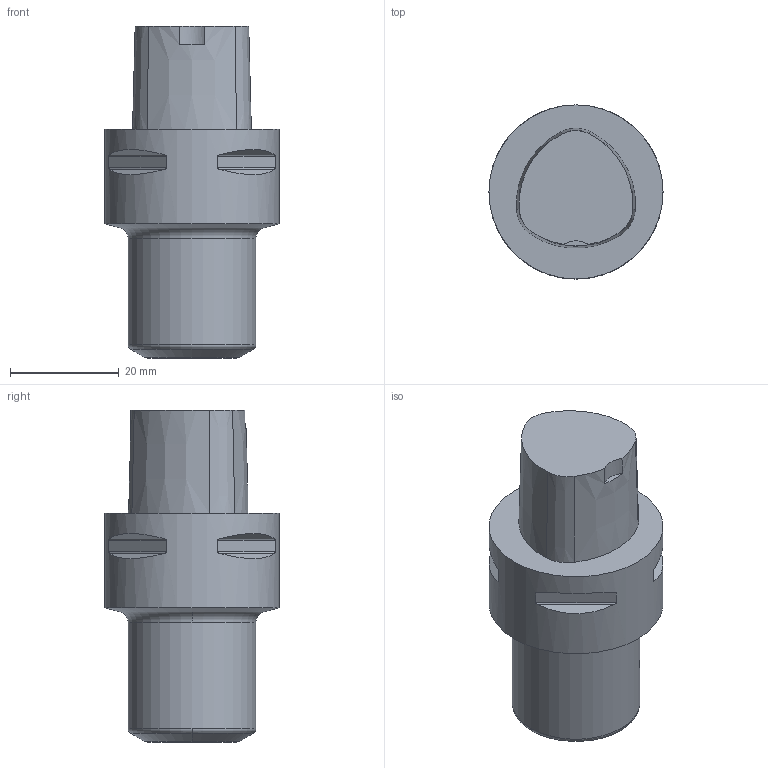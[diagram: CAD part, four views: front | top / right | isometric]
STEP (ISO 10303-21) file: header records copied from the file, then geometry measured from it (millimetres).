
FILE_DESCRIPTION(/* description */ (''),/* implementation_level */ '2;1');
FILE_NAME(/* name */ '1576494234696.stp',/* time_stamp */ '2019-12-16T16:34:06+05:00',/* author */ (''),/* organization */ ('SMS'),/* preprocessor_version */ 'ST-DEVELOPER v16.7',/* originating_system */ 'SIEMENS PLM Software NX 12.0',/* authorisation */ '');
FILE_SCHEMA (('AUTOMOTIVE_DESIGN { 1 0 10303 214 3 1 1 1 }'));
Length unit declared in the file: millimetre
Products named in the file (1): 201733183mod000_01
Bounding box: 32 x 32 x 61 mm (x, y, z)
Volume: 30048.2 mm3; surface area: 7137.9 mm2
Topology: 1 solids, 1 shells, 52 faces, 127 edges, 84 vertices
Faces by surface type: plane 17, cylinder 15, cone 14, torus 6
Full cylindrical faces by diameter (mm): 23.5 x1, 32 x1
Entity records: 1980 total; most frequent: CARTESIAN_POINT 665, ORIENTED_EDGE 266, DIRECTION 261, EDGE_CURVE 133, AXIS2_PLACEMENT_3D 104, VERTEX_POINT 91, EDGE_LOOP 60, LINE 53
